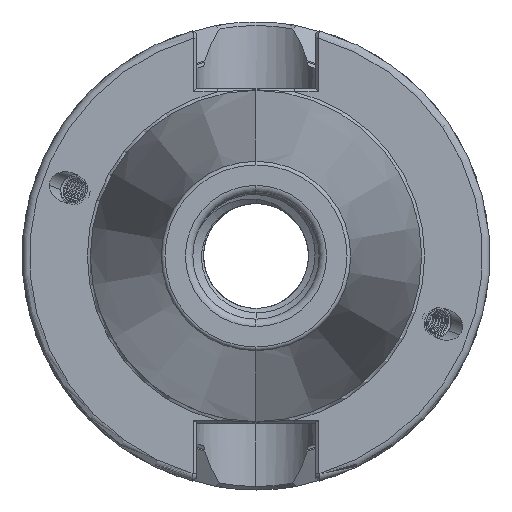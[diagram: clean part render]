
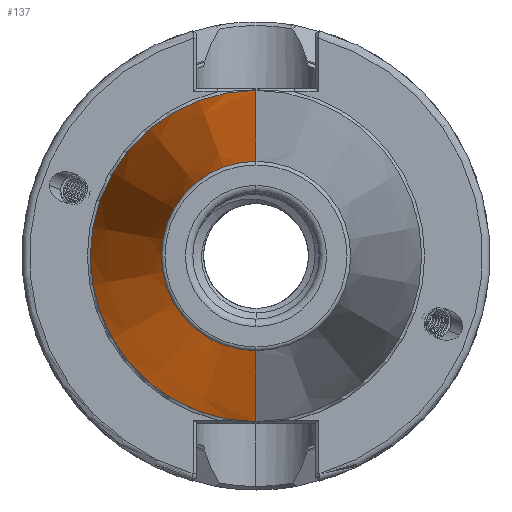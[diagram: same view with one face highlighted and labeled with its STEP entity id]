
A CAD part, left-side view. The second image highlights one B-rep face of the part: STEP entity #137.
In plain terms, the highlighted conical face has half-angle 8.297 degrees and reference radius 22.298 mm.
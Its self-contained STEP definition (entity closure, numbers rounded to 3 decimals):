
#137 = ADVANCED_FACE ( 'NONE', ( #3996 ), #3998, .T. ) ;
#907 = EDGE_CURVE ( 'NONE', #7604, #7556, #3688, .T. ) ;
#950 = EDGE_CURVE ( 'NONE', #7556, #7568, #3718, .T. ) ;
#952 = EDGE_CURVE ( 'NONE', #7597, #7568, #3729, .T. ) ;
#1348 = EDGE_CURVE ( 'NONE', #7604, #7597, #6801, .T. ) ;
#3688 = CIRCLE ( 'NONE', #4894, 12.75 ) ;
#3718 = LINE ( 'NONE', #12328, #3744 ) ;
#3729 = CIRCLE ( 'NONE', #4905, 22.298 ) ;
#3744 = VECTOR ( 'NONE', #12372, 1000. ) ;
#3996 = FACE_OUTER_BOUND ( 'NONE', #8600, .T. ) ;
#3998 = CONICAL_SURFACE ( 'NONE', #4763, 22.298, 0.145 ) ;
#4284 = CARTESIAN_POINT ( 'NONE',  ( -1.5, 0., 0. ) ) ;
#4288 = DIRECTION ( 'NONE',  ( 1., 0., 0. ) ) ;
#4289 = DIRECTION ( 'NONE',  ( 0., 0., -1. ) ) ;
#4763 = AXIS2_PLACEMENT_3D ( 'NONE', #4284, #4288, #4289 ) ;
#4894 = AXIS2_PLACEMENT_3D ( 'NONE', #12196, #12181, #12190 ) ;
#4905 = AXIS2_PLACEMENT_3D ( 'NONE', #12334, #12363, #12357 ) ;
#6801 = LINE ( 'NONE', #20700, #6822 ) ;
#6822 = VECTOR ( 'NONE', #20688, 1000. ) ;
#7556 = VERTEX_POINT ( 'NONE', #14158 ) ;
#7568 = VERTEX_POINT ( 'NONE', #14184 ) ;
#7597 = VERTEX_POINT ( 'NONE', #14215 ) ;
#7604 = VERTEX_POINT ( 'NONE', #14226 ) ;
#8473 = ORIENTED_EDGE ( 'NONE', *, *, #952, .F. ) ;
#8474 = ORIENTED_EDGE ( 'NONE', *, *, #907, .T. ) ;
#8491 = ORIENTED_EDGE ( 'NONE', *, *, #1348, .F. ) ;
#8493 = ORIENTED_EDGE ( 'NONE', *, *, #950, .T. ) ;
#8600 = EDGE_LOOP ( 'NONE', ( #8474, #8493, #8473, #8491 ) ) ;
#12181 = DIRECTION ( 'NONE',  ( 1., 0., 0. ) ) ;
#12190 = DIRECTION ( 'NONE',  ( 0., 0., -1. ) ) ;
#12196 = CARTESIAN_POINT ( 'NONE',  ( -66.972, 0., 0. ) ) ;
#12328 = CARTESIAN_POINT ( 'NONE',  ( -1.5, 0., 22.298 ) ) ;
#12334 = CARTESIAN_POINT ( 'NONE',  ( -1.5, 0., 0. ) ) ;
#12357 = DIRECTION ( 'NONE',  ( 0., 0., -1. ) ) ;
#12363 = DIRECTION ( 'NONE',  ( 1., 0., 0. ) ) ;
#12372 = DIRECTION ( 'NONE',  ( 0.99, 0., 0.144 ) ) ;
#14158 = CARTESIAN_POINT ( 'NONE',  ( -66.972, 0., 12.75 ) ) ;
#14184 = CARTESIAN_POINT ( 'NONE',  ( -1.5, 0., 22.298 ) ) ;
#14215 = CARTESIAN_POINT ( 'NONE',  ( -1.5, 0., -22.298 ) ) ;
#14226 = CARTESIAN_POINT ( 'NONE',  ( -66.972, 0., -12.75 ) ) ;
#20688 = DIRECTION ( 'NONE',  ( 0.99, 0., -0.144 ) ) ;
#20700 = CARTESIAN_POINT ( 'NONE',  ( -1.5, 0., -22.298 ) ) ;
